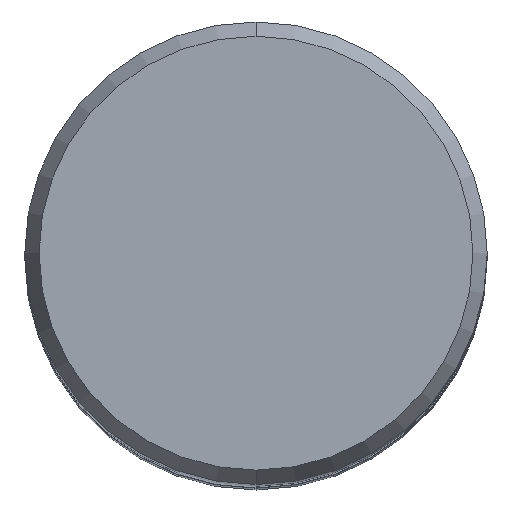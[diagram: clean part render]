
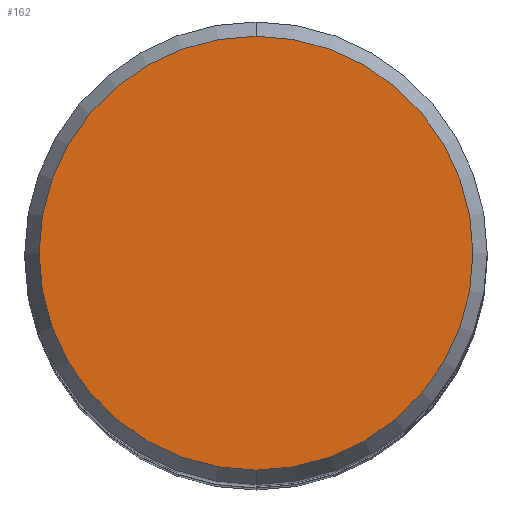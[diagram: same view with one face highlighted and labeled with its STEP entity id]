
A CAD part, top view. The second image highlights one B-rep face of the part: STEP entity #162.
In plain terms, the highlighted planar face has unit normal (0, 0, 1).
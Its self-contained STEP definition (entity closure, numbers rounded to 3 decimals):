
#158=VERTEX_POINT('',#338);
#162=ADVANCED_FACE('',(#343),#344,.T.);
#172=EDGE_CURVE('',#216,#158,#354,.T.);
#216=VERTEX_POINT('',#403);
#258=EDGE_CURVE('',#158,#216,#452,.T.);
#338=CARTESIAN_POINT('',(0.,-10.425,0.01));
#343=FACE_OUTER_BOUND('',#542,.T.);
#344=PLANE('',#543);
#354=CIRCLE('',#560,10.425);
#403=CARTESIAN_POINT('',(0.0,10.425,0.01));
#452=CIRCLE('',#683,10.425);
#542=EDGE_LOOP('',(#780,#781));
#543=AXIS2_PLACEMENT_3D('',#782,#783,#784);
#560=AXIS2_PLACEMENT_3D('',#793,#794,#795);
#683=AXIS2_PLACEMENT_3D('',#902,#903,#904);
#780=ORIENTED_EDGE('',*,*,#172,.F.);
#781=ORIENTED_EDGE('',*,*,#258,.F.);
#782=CARTESIAN_POINT('',(0.0,5.212,0.01));
#783=DIRECTION('',(-0.0,0.0,1.0));
#784=DIRECTION('',(0.0,-1.0,0.0));
#793=CARTESIAN_POINT('',(0.0,0.0,0.01));
#794=DIRECTION('',(0.0,0.0,-1.0));
#795=DIRECTION('',(0.0,1.0,0.0));
#902=CARTESIAN_POINT('',(0.0,0.0,0.01));
#903=DIRECTION('',(0.0,0.0,-1.0));
#904=DIRECTION('',(0.0,1.0,0.0));
